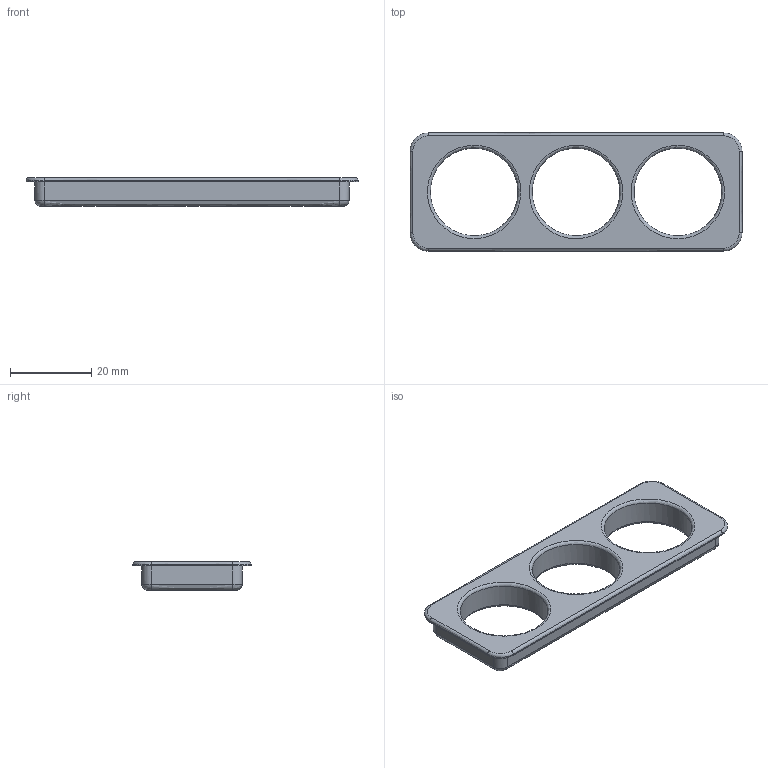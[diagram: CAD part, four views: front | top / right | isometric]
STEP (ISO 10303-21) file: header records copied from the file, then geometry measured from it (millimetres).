
FILE_DESCRIPTION(/* description */ (''),/* implementation_level */ '2;1');
FILE_NAME(/* name */ 'Oil Holder.step',/* time_stamp */ '2021-04-18T16:32:55+08:00',/* author */ (''),/* organization */ (''),/* preprocessor_version */ 'ST-DEVELOPER v18.1',/* originating_system */ 'Autodesk Translation Framework v10.6.0.1341',/* authorisation */ '');
FILE_SCHEMA (('AUTOMOTIVE_DESIGN { 1 0 10303 214 3 1 1 }'));
Length unit declared in the file: millimetre
Products named in the file (1): LubeStation45
Bounding box: 81.5 x 29 x 7 mm (x, y, z)
Volume: 5922.5 mm3; surface area: 5033.2 mm2
Topology: 1 solids, 1 shells, 47 faces, 119 edges, 72 vertices
Faces by surface type: bspline 22, plane 14, cylinder 11
Full cylindrical faces by diameter (mm): 21.5 x3
Entity records: 3170 total; most frequent: CARTESIAN_POINT 2202, ORIENTED_EDGE 238, EDGE_CURVE 119, DIRECTION 95, B_SPLINE_CURVE_WITH_KNOTS 84, VERTEX_POINT 72, EDGE_LOOP 51, FACE_OUTER_BOUND 47
